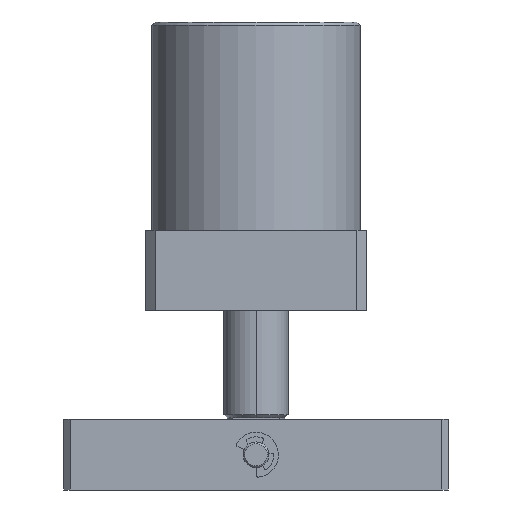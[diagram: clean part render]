
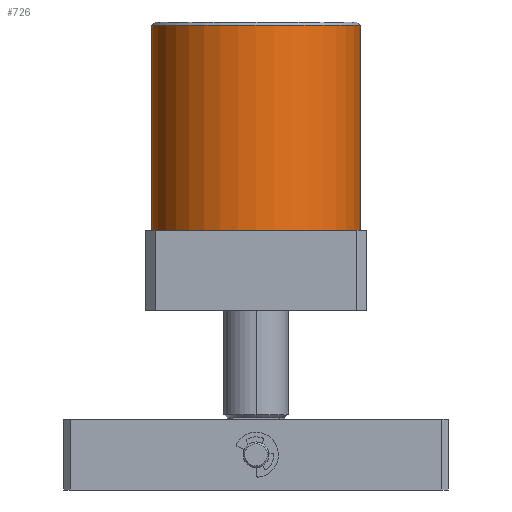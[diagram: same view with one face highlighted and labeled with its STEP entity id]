
A CAD part, front view. The second image highlights one B-rep face of the part: STEP entity #726.
In plain terms, the highlighted cylindrical face has radius 32.5 mm (diameter 65 mm), a partial arc.
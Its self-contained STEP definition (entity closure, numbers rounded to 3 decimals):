
#726 = ADVANCED_FACE ( 'NONE', ( #2915 ), #2922, .T. ) ;
#1031 = AXIS2_PLACEMENT_3D ( 'NONE', #2131, #2132, #2133 ) ;
#1037 = AXIS2_PLACEMENT_3D ( 'NONE', #2199, #2200, #2201 ) ;
#1777 = VERTEX_POINT ( 'NONE', #3196 ) ;
#1792 = ORIENTED_EDGE ( 'NONE', *, *, #5967, .T. ) ;
#1793 = ORIENTED_EDGE ( 'NONE', *, *, #5905, .T. ) ;
#1928 = ORIENTED_EDGE ( 'NONE', *, *, #5995, .F. ) ;
#2127 = CARTESIAN_POINT ( 'NONE',  ( -32.5, 0., 90. ) ) ;
#2128 = DIRECTION ( 'NONE',  ( 0., 0., -1. ) ) ;
#2131 = CARTESIAN_POINT ( 'NONE',  ( 0., 0., 25. ) ) ;
#2132 = DIRECTION ( 'NONE',  ( 0., 0., 1. ) ) ;
#2133 = DIRECTION ( 'NONE',  ( 1., 0., 0. ) ) ;
#2199 = CARTESIAN_POINT ( 'NONE',  ( 0., 0., 89. ) ) ;
#2200 = DIRECTION ( 'NONE',  ( 0., 0., -1. ) ) ;
#2201 = DIRECTION ( 'NONE',  ( 1., 0., 0. ) ) ;
#2276 = CARTESIAN_POINT ( 'NONE',  ( 32.5, 0., 90. ) ) ;
#2277 = DIRECTION ( 'NONE',  ( 0., 0., -1. ) ) ;
#2583 = EDGE_LOOP ( 'NONE', ( #1928, #1792, #1793, #6813 ) ) ;
#2915 = FACE_OUTER_BOUND ( 'NONE', #2583, .T. ) ;
#2922 = CYLINDRICAL_SURFACE ( 'NONE', #4921, 32.5 ) ;
#3196 = CARTESIAN_POINT ( 'NONE',  ( 32.5, 0., 25. ) ) ;
#4101 = CIRCLE ( 'NONE', #1031, 32.5 ) ;
#4112 = LINE ( 'NONE', #2127, #4115 ) ;
#4115 = VECTOR ( 'NONE', #2128, 1000. ) ;
#4136 = CIRCLE ( 'NONE', #1037, 32.5 ) ;
#4921 = AXIS2_PLACEMENT_3D ( 'NONE', #4931, #4934, #4932 ) ;
#4931 = CARTESIAN_POINT ( 'NONE',  ( 0., 0., 90. ) ) ;
#4932 = DIRECTION ( 'NONE',  ( -1., 0., 0. ) ) ;
#4934 = DIRECTION ( 'NONE',  ( 0., 0., -1. ) ) ;
#5632 = VERTEX_POINT ( 'NONE', #7199 ) ;
#5647 = VERTEX_POINT ( 'NONE', #7214 ) ;
#5653 = VERTEX_POINT ( 'NONE', #7220 ) ;
#5766 = LINE ( 'NONE', #2276, #5769 ) ;
#5769 = VECTOR ( 'NONE', #2277, 1000. ) ;
#5905 = EDGE_CURVE ( 'NONE', #5647, #5653, #4112, .T. ) ;
#5907 = EDGE_CURVE ( 'NONE', #5653, #1777, #4101, .T. ) ;
#5967 = EDGE_CURVE ( 'NONE', #5632, #5647, #4136, .T. ) ;
#5995 = EDGE_CURVE ( 'NONE', #5632, #1777, #5766, .T. ) ;
#6813 = ORIENTED_EDGE ( 'NONE', *, *, #5907, .T. ) ;
#7199 = CARTESIAN_POINT ( 'NONE',  ( 32.5, 0., 89. ) ) ;
#7214 = CARTESIAN_POINT ( 'NONE',  ( -32.5, 0., 89. ) ) ;
#7220 = CARTESIAN_POINT ( 'NONE',  ( -32.5, 0., 25. ) ) ;
